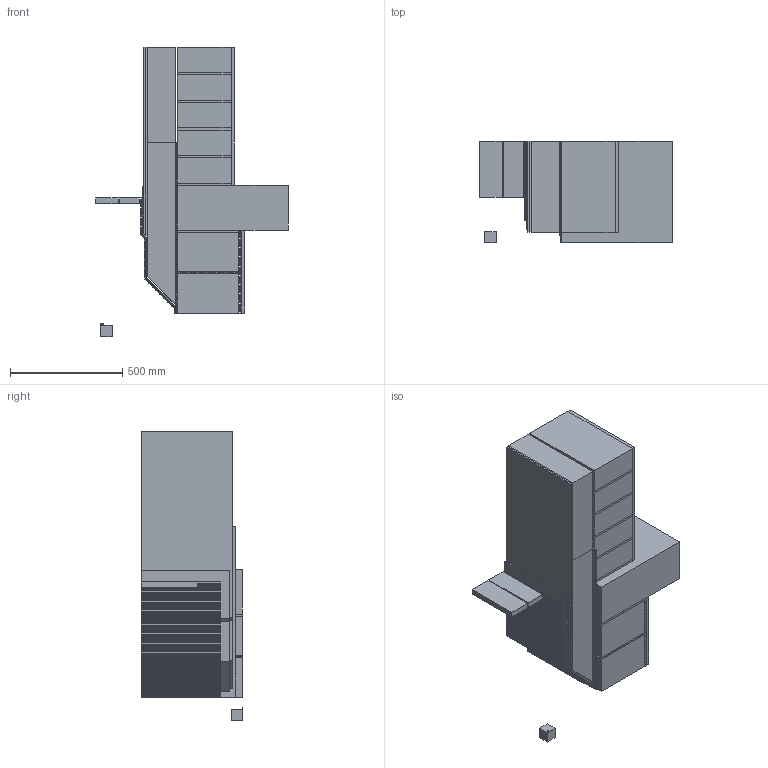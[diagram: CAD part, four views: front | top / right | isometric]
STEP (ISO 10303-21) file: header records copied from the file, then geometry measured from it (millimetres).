
FILE_DESCRIPTION(('STEP AP214'),'1');
FILE_NAME('20.04.09 2020- Sockel- Sanierung- Einschaliges Mauerwerk mit WDV-System, Kellerinnenabdichtung.STP','2020-04-14T07:21:01',(' '),(' '),'Spatial InterOp 3D',' ',' ');
FILE_SCHEMA(('automotive_design'));
Length unit declared in the file: millimetre
Products named in the file (214): 3D WÜRFEL; Quader; 71
Bounding box: 859 x 452.26 x 1290 mm (x, y, z)
Volume: 222019387.1 mm3; surface area: 11334421.7 mm2
Topology: 214 solids, 214 shells, 1296 faces, 2604 edges, 1736 vertices
Faces by surface type: plane 1296
Entity records: 48224 total; most frequent: CARTESIAN_POINT 5850, DIRECTION 5624, ORIENTED_EDGE 5208, EDGE_CURVE 2604, LINE 2604, VECTOR 2604, VERTEX_POINT 1736, STYLED_ITEM 1510
